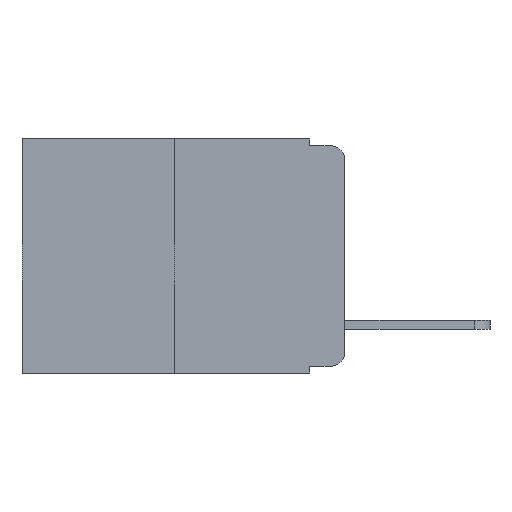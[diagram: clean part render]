
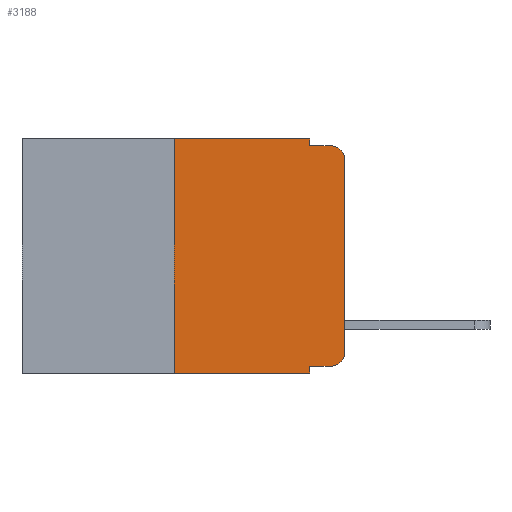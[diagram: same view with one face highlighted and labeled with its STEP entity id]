
A CAD part, left-side view. The second image highlights one B-rep face of the part: STEP entity #3188.
In plain terms, the highlighted planar face has unit normal (-1, 0, 0).
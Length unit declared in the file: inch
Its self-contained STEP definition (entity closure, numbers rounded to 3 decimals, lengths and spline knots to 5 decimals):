
#202 = DIRECTION ( 'NONE',  ( 0., 0., -1. ) ) ;
#405 = CARTESIAN_POINT ( 'NONE',  ( 0., 0.051, -0.343 ) ) ;
#469 = LINE ( 'NONE', #6490, #1248 ) ;
#744 = CARTESIAN_POINT ( 'NONE',  ( 0., 0.051, -0.333 ) ) ;
#838 = CARTESIAN_POINT ( 'NONE',  ( 0., 0.02, -0.01 ) ) ;
#885 = DIRECTION ( 'NONE',  ( 0., 0., 1. ) ) ;
#932 = DIRECTION ( 'NONE',  ( 0., 0., -1. ) ) ;
#1033 = AXIS2_PLACEMENT_3D ( 'NONE', #11728, #18611, #13745 ) ;
#1086 = CARTESIAN_POINT ( 'NONE',  ( 0., 0.25, 0. ) ) ;
#1248 = VECTOR ( 'NONE', #11456, 39.37008 ) ;
#1778 = PLANE ( 'NONE',  #1033 ) ;
#1841 = DIRECTION ( 'NONE',  ( 0., -1., 0. ) ) ;
#2083 = VERTEX_POINT ( 'NONE', #744 ) ;
#2220 = LINE ( 'NONE', #19444, #19970 ) ;
#2681 = VERTEX_POINT ( 'NONE', #405 ) ;
#2780 = CARTESIAN_POINT ( 'NONE',  ( 0., 0.02, -0.313 ) ) ;
#3188 = ADVANCED_FACE ( 'NONE', ( #18479 ), #1778, .F. ) ;
#3520 = VECTOR ( 'NONE', #8187, 39.37008 ) ;
#3608 = CARTESIAN_POINT ( 'NONE',  ( 0., 0.051, 0. ) ) ;
#3702 = VERTEX_POINT ( 'NONE', #12410 ) ;
#3703 = CARTESIAN_POINT ( 'NONE',  ( 0., 0., -0.313 ) ) ;
#3916 = CARTESIAN_POINT ( 'NONE',  ( 0., 0.051, -0.01 ) ) ;
#4668 = CARTESIAN_POINT ( 'NONE',  ( 0., 0.051, 0. ) ) ;
#4747 = DIRECTION ( 'NONE',  ( 0., 0., 1. ) ) ;
#4965 = CARTESIAN_POINT ( 'NONE',  ( 0., 0.051, 0. ) ) ;
#5707 = CARTESIAN_POINT ( 'NONE',  ( 0., 0.02, -0.03 ) ) ;
#6220 = LINE ( 'NONE', #17257, #12168 ) ;
#6490 = CARTESIAN_POINT ( 'NONE',  ( 0., 0.051, -0.01 ) ) ;
#6683 = ORIENTED_EDGE ( 'NONE', *, *, #10799, .T. ) ;
#6784 = EDGE_CURVE ( 'NONE', #2083, #2681, #15533, .T. ) ;
#6976 = EDGE_CURVE ( 'NONE', #9714, #7921, #9844, .T. ) ;
#7614 = LINE ( 'NONE', #16581, #3520 ) ;
#7826 = VECTOR ( 'NONE', #16418, 39.37008 ) ;
#7921 = VERTEX_POINT ( 'NONE', #3703 ) ;
#8187 = DIRECTION ( 'NONE',  ( 0., -1., 0. ) ) ;
#8305 = ORIENTED_EDGE ( 'NONE', *, *, #12860, .F. ) ;
#8537 = AXIS2_PLACEMENT_3D ( 'NONE', #2780, #14318, #21042 ) ;
#9064 = CARTESIAN_POINT ( 'NONE',  ( 0., 0.25, -0.343 ) ) ;
#9449 = EDGE_CURVE ( 'NONE', #9515, #17763, #469, .T. ) ;
#9515 = VERTEX_POINT ( 'NONE', #3916 ) ;
#9714 = VERTEX_POINT ( 'NONE', #15953 ) ;
#9844 = CIRCLE ( 'NONE', #8537, 0.02 ) ;
#9936 = ORIENTED_EDGE ( 'NONE', *, *, #11286, .F. ) ;
#10114 = EDGE_CURVE ( 'NONE', #2083, #9714, #15872, .T. ) ;
#10490 = EDGE_CURVE ( 'NONE', #7921, #19093, #2220, .T. ) ;
#10685 = CIRCLE ( 'NONE', #21192, 0.02 ) ;
#10799 = EDGE_CURVE ( 'NONE', #17398, #2681, #7614, .T. ) ;
#10919 = ORIENTED_EDGE ( 'NONE', *, *, #6784, .F. ) ;
#11136 = VECTOR ( 'NONE', #202, 39.37008 ) ;
#11286 = EDGE_CURVE ( 'NONE', #21089, #9515, #19911, .T. ) ;
#11456 = DIRECTION ( 'NONE',  ( 0., -1., 0. ) ) ;
#11728 = CARTESIAN_POINT ( 'NONE',  ( 0., 0.473, 0. ) ) ;
#12168 = VECTOR ( 'NONE', #1841, 39.37008 ) ;
#12410 = CARTESIAN_POINT ( 'NONE',  ( 0., 0.25, 0. ) ) ;
#12817 = CARTESIAN_POINT ( 'NONE',  ( 0., 0., -0.03 ) ) ;
#12860 = EDGE_CURVE ( 'NONE', #17398, #3702, #14744, .T. ) ;
#13713 = ORIENTED_EDGE ( 'NONE', *, *, #6976, .T. ) ;
#13745 = DIRECTION ( 'NONE',  ( 0., 0., -1. ) ) ;
#13904 = DIRECTION ( 'NONE',  ( -1., 0., 0. ) ) ;
#13961 = ORIENTED_EDGE ( 'NONE', *, *, #10490, .T. ) ;
#14214 = EDGE_CURVE ( 'NONE', #3702, #21089, #6220, .T. ) ;
#14318 = DIRECTION ( 'NONE',  ( -1., 0., 0. ) ) ;
#14744 = LINE ( 'NONE', #1086, #16788 ) ;
#15520 = DIRECTION ( 'NONE',  ( 0., -1., 0. ) ) ;
#15533 = LINE ( 'NONE', #3608, #11136 ) ;
#15872 = LINE ( 'NONE', #17172, #17426 ) ;
#15953 = CARTESIAN_POINT ( 'NONE',  ( 0., 0.02, -0.333 ) ) ;
#16418 = DIRECTION ( 'NONE',  ( 0., 0., -1. ) ) ;
#16581 = CARTESIAN_POINT ( 'NONE',  ( 0., 0.473, -0.343 ) ) ;
#16738 = ORIENTED_EDGE ( 'NONE', *, *, #17344, .T. ) ;
#16788 = VECTOR ( 'NONE', #885, 39.37008 ) ;
#17172 = CARTESIAN_POINT ( 'NONE',  ( 0., 0.051, -0.333 ) ) ;
#17257 = CARTESIAN_POINT ( 'NONE',  ( 0., 0.473, 0. ) ) ;
#17344 = EDGE_CURVE ( 'NONE', #19093, #17763, #10685, .T. ) ;
#17398 = VERTEX_POINT ( 'NONE', #9064 ) ;
#17426 = VECTOR ( 'NONE', #15520, 39.37008 ) ;
#17464 = EDGE_LOOP ( 'NONE', ( #13961, #16738, #17922, #9936, #20692, #8305, #6683, #10919, #21100, #13713 ) ) ;
#17763 = VERTEX_POINT ( 'NONE', #838 ) ;
#17922 = ORIENTED_EDGE ( 'NONE', *, *, #9449, .F. ) ;
#18479 = FACE_OUTER_BOUND ( 'NONE', #17464, .T. ) ;
#18611 = DIRECTION ( 'NONE',  ( 1., 0., 0. ) ) ;
#19093 = VERTEX_POINT ( 'NONE', #12817 ) ;
#19444 = CARTESIAN_POINT ( 'NONE',  ( 0., 0., 0. ) ) ;
#19911 = LINE ( 'NONE', #4965, #7826 ) ;
#19970 = VECTOR ( 'NONE', #4747, 39.37008 ) ;
#20692 = ORIENTED_EDGE ( 'NONE', *, *, #14214, .F. ) ;
#21042 = DIRECTION ( 'NONE',  ( 0., 0., -1. ) ) ;
#21089 = VERTEX_POINT ( 'NONE', #4668 ) ;
#21100 = ORIENTED_EDGE ( 'NONE', *, *, #10114, .T. ) ;
#21192 = AXIS2_PLACEMENT_3D ( 'NONE', #5707, #13904, #932 ) ;
